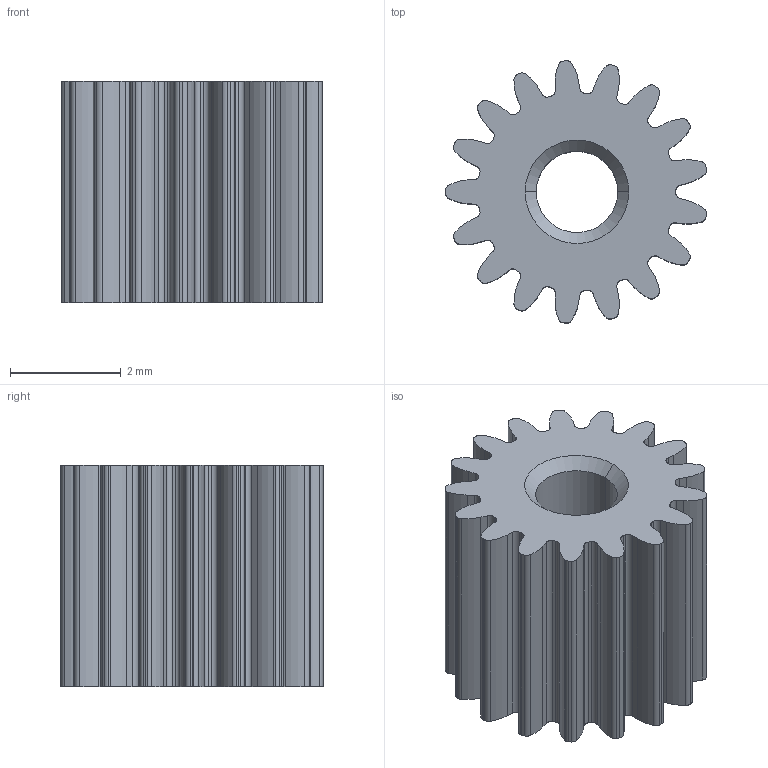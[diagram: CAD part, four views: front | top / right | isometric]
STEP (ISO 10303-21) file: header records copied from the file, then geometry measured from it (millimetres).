
FILE_DESCRIPTION (( 'STEP AP203' ), '1' );
FILE_NAME ('Gear00478.step', '2018-04-19T05:20:17', ( '' ), ( '' ), 'SwSTEP 2.0', 'SolidWorks 2012', '' );
FILE_SCHEMA (( 'CONFIG_CONTROL_DESIGN' ));
Length unit declared in the file: millimetre
Products named in the file (1): Gear00478
Bounding box: 4.72 x 4.73 x 4 mm (x, y, z)
Volume: 48.2 mm3; surface area: 147.4 mm2
Topology: 1 solids, 1 shells, 191 faces, 563 edges, 374 vertices
Faces by surface type: cylinder 117, plane 36, bspline 34, cone 4
Entity records: 6884 total; most frequent: CARTESIAN_POINT 1707, ORIENTED_EDGE 1126, DIRECTION 1049, EDGE_CURVE 563, AXIS2_PLACEMENT_3D 396, VERTEX_POINT 374, VECTOR 257, LINE 257
